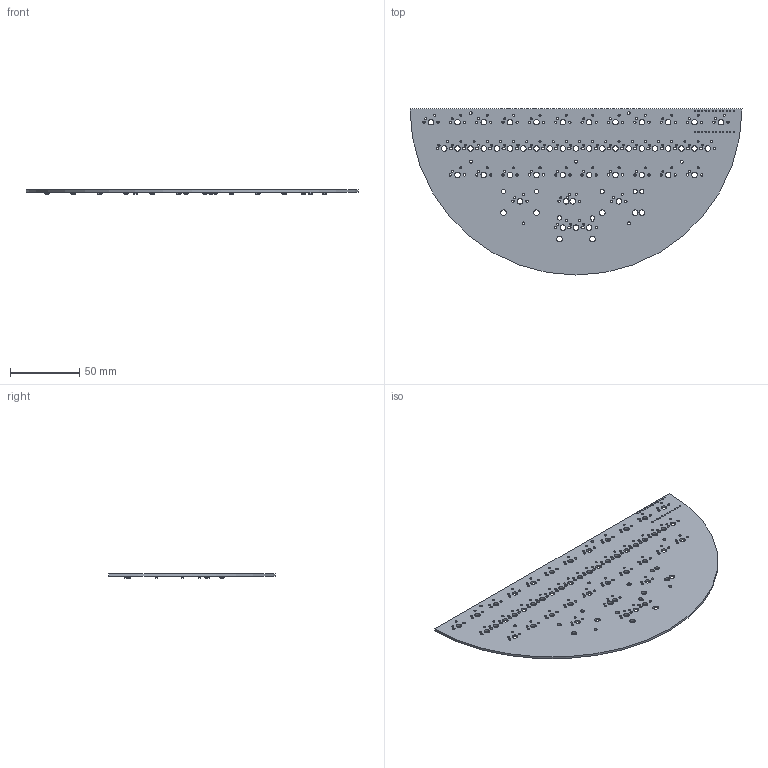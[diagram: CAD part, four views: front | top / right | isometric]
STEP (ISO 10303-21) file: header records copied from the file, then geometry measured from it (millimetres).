
FILE_DESCRIPTION(('KiCad electronic assembly'),'2;1');
FILE_NAME('Taco12v4.step','2020-12-14T13:11:29',('An Author'),( 'A Company'),'Open CASCADE STEP processor 6.9', 'KiCad to STEP converter','Unknown');
FILE_SCHEMA(('AUTOMOTIVE_DESIGN { 1 0 10303 214 1 1 1 1 }'));
Length unit declared in the file: millimetre
Products named in the file (4): Open CASCADE STEP translator 6.9 1; D_SOD-123; SOLID; COMPOUND
Assembly tree (40 placements, depth 3):
  Open CASCADE STEP translator 6.9 1
    D_SOD-123  x38
      SOLID
    COMPOUND
Bounding box: 240.01 x 120.05 x 2.9 mm (x, y, z)
Volume: 34505.9 mm3; surface area: 47553.1 mm2
Topology: 39 solids, 39 shells, 2869 faces, 6891 edges, 4138 vertices
Faces by surface type: plane 1257, bspline 988, cylinder 624
Full cylindrical faces by diameter (mm): 1.016 x24, 1.5 x98, 1.7 x54, 2.1 x7, 3.05 x6, 4 x56
Entity records: 29410 total; most frequent: CARTESIAN_POINT 4826, DIRECTION 4637, ORIENTED_EDGE 2238, PCURVE 2238, DEFINITIONAL_REPRESENTATION 2238, LINE 1867, VECTOR 1867, CIRCLE 1304
